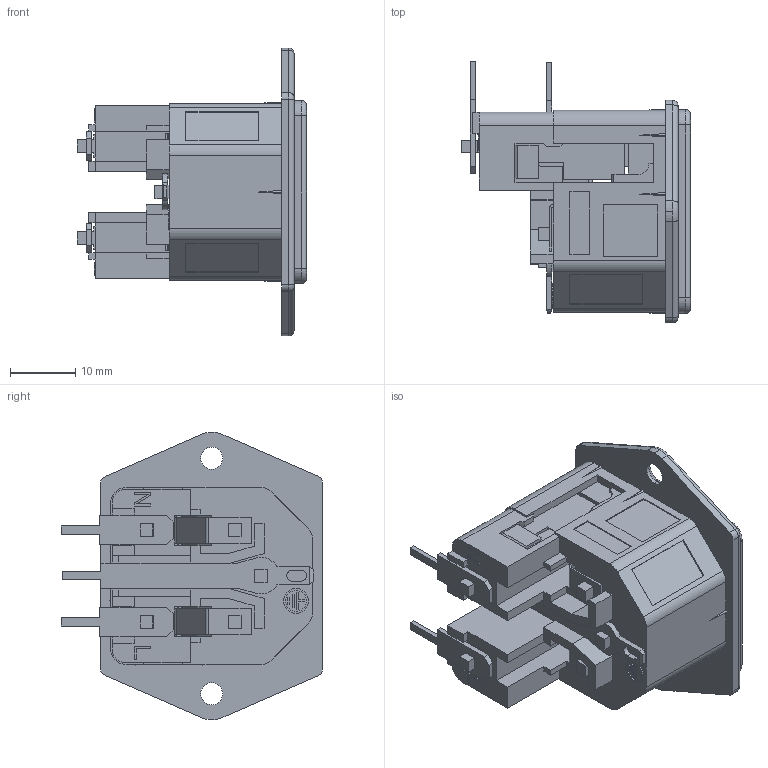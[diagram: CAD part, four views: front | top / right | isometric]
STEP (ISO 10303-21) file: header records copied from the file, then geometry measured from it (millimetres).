
FILE_DESCRIPTION(('STEP AP242'),'1');
FILE_NAME('pf0030-pc.stp','2023-03-08T21:39:57',('TraceParts'),('TraceParts S.A.'),'Spatial InterOp 3D',' ',' ');
FILE_SCHEMA(('AP242_MANAGED_MODEL_BASED_3D_ENGINEERING_MIM_LF {1 0 10303 442 1 1 4}'));
Length unit declared in the file: millimetre
Products named in the file (1): pf0030-pc_1
Bounding box: 34.97 x 39.9 x 43.92 mm (x, y, z)
Volume: 9948.7 mm3; surface area: 14294.4 mm2
Topology: 3 solids, 3 shells, 1285 faces, 3664 edges, 2396 vertices
Faces by surface type: plane 1129, cylinder 138, torus 8, bspline 4, cone 4, sphere 2
Entity records: 41529 total; most frequent: CARTESIAN_POINT 7772, ORIENTED_EDGE 7328, DIRECTION 6476, EDGE_CURVE 3664, LINE 3372, VECTOR 3372, VERTEX_POINT 2396, AXIS2_PLACEMENT_3D 1552
